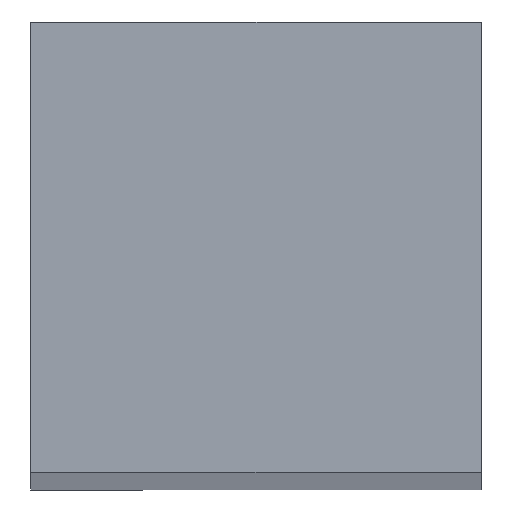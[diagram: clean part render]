
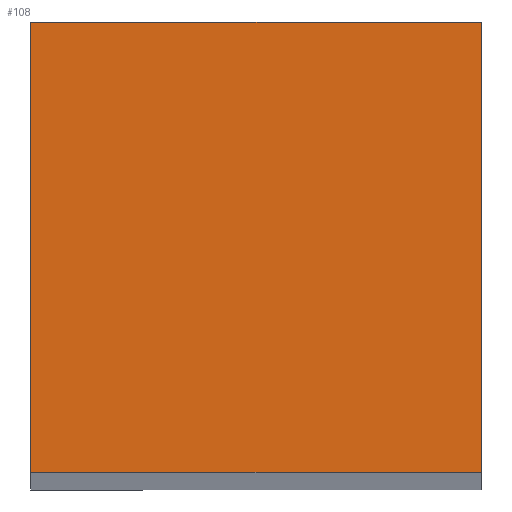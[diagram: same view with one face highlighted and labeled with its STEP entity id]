
A CAD part, top view. The second image highlights one B-rep face of the part: STEP entity #108.
In plain terms, the highlighted planar face has unit normal (0, 0, 1).
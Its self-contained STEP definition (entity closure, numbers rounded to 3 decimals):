
#6 = CARTESIAN_POINT ( 'NONE',  ( 22., 22., 1000. ) ) ;
#16 = CARTESIAN_POINT ( 'NONE',  ( -22., 22., 1000. ) ) ;
#24 = EDGE_CURVE ( 'NONE', #95, #247, #127, .T. ) ;
#46 = CARTESIAN_POINT ( 'NONE',  ( 22., -22., 1000. ) ) ;
#55 = CARTESIAN_POINT ( 'NONE',  ( 22., 22., 1000. ) ) ;
#70 = PLANE ( 'NONE',  #261 ) ;
#76 = CARTESIAN_POINT ( 'NONE',  ( 0., 0., 1000. ) ) ;
#93 = VERTEX_POINT ( 'NONE', #192 ) ;
#95 = VERTEX_POINT ( 'NONE', #383 ) ;
#107 = CARTESIAN_POINT ( 'NONE',  ( -22., 22., 1000. ) ) ;
#108 = ADVANCED_FACE ( 'NONE', ( #315 ), #70, .F. ) ;
#123 = EDGE_CURVE ( 'NONE', #247, #93, #381, .T. ) ;
#127 = LINE ( 'NONE', #350, #214 ) ;
#146 = EDGE_LOOP ( 'NONE', ( #151, #276, #401, #398 ) ) ;
#151 = ORIENTED_EDGE ( 'NONE', *, *, #340, .T. ) ;
#158 = DIRECTION ( 'NONE',  ( 0., 1., 0. ) ) ;
#192 = CARTESIAN_POINT ( 'NONE',  ( 22., 22., 1000. ) ) ;
#204 = DIRECTION ( 'NONE',  ( 0., -1., 0. ) ) ;
#214 = VECTOR ( 'NONE', #290, 1000. ) ;
#247 = VERTEX_POINT ( 'NONE', #46 ) ;
#260 = DIRECTION ( 'NONE',  ( 0., 0., -1. ) ) ;
#261 = AXIS2_PLACEMENT_3D ( 'NONE', #76, #260, #385 ) ;
#263 = DIRECTION ( 'NONE',  ( -1., 0., 0. ) ) ;
#276 = ORIENTED_EDGE ( 'NONE', *, *, #24, .T. ) ;
#290 = DIRECTION ( 'NONE',  ( 1., 0., 0. ) ) ;
#295 = VERTEX_POINT ( 'NONE', #107 ) ;
#299 = EDGE_CURVE ( 'NONE', #93, #295, #332, .T. ) ;
#315 = FACE_OUTER_BOUND ( 'NONE', #146, .T. ) ;
#319 = VECTOR ( 'NONE', #263, 1000. ) ;
#332 = LINE ( 'NONE', #55, #319 ) ;
#340 = EDGE_CURVE ( 'NONE', #295, #95, #361, .T. ) ;
#350 = CARTESIAN_POINT ( 'NONE',  ( 22., -22., 1000. ) ) ;
#361 = LINE ( 'NONE', #16, #372 ) ;
#372 = VECTOR ( 'NONE', #204, 1000. ) ;
#381 = LINE ( 'NONE', #6, #405 ) ;
#383 = CARTESIAN_POINT ( 'NONE',  ( -22., -22., 1000. ) ) ;
#385 = DIRECTION ( 'NONE',  ( -1., 0., 0. ) ) ;
#398 = ORIENTED_EDGE ( 'NONE', *, *, #299, .T. ) ;
#401 = ORIENTED_EDGE ( 'NONE', *, *, #123, .T. ) ;
#405 = VECTOR ( 'NONE', #158, 1000. ) ;
